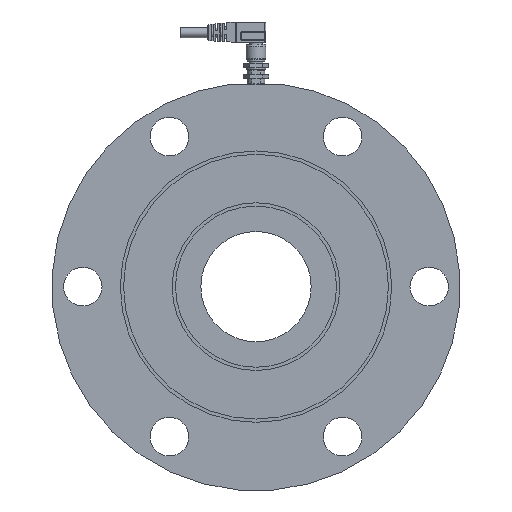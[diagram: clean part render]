
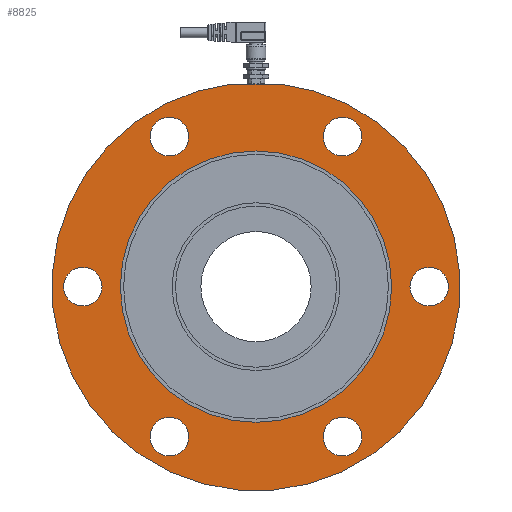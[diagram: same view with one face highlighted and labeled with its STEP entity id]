
A CAD part, front view. The second image highlights one B-rep face of the part: STEP entity #8825.
In plain terms, the highlighted planar face has unit normal (0, -1, 0).
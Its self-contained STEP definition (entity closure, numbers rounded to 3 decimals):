
#47 = EDGE_CURVE ( 'NONE', #5358, #5358, #15693, .T. ) ;
#461 = EDGE_LOOP ( 'NONE', ( #8276 ) ) ;
#1009 = EDGE_CURVE ( 'NONE', #15695, #15695, #8947, .T. ) ;
#1539 = CARTESIAN_POINT ( 'NONE',  ( 39.25, 0., -59.233 ) ) ;
#1624 = DIRECTION ( 'NONE',  ( 0., 1., 0. ) ) ;
#2126 = LINE ( 'NONE', #15920, #9638 ) ;
#2192 = PLANE ( 'NONE',  #4388 ) ;
#2526 = ORIENTED_EDGE ( 'NONE', *, *, #15357, .T. ) ;
#2611 = DIRECTION ( 'NONE',  ( 0., 1., 0. ) ) ;
#3044 = CARTESIAN_POINT ( 'NONE',  ( 0., 0., 61.5 ) ) ;
#3465 = CARTESIAN_POINT ( 'NONE',  ( 0., 0., 0. ) ) ;
#3486 = EDGE_LOOP ( 'NONE', ( #12271 ) ) ;
#3497 = CARTESIAN_POINT ( 'NONE',  ( 61.5, 0., 0. ) ) ;
#3645 = DIRECTION ( 'NONE',  ( 0., 0., 1. ) ) ;
#3714 = DIRECTION ( 'NONE',  ( 0., 0., 1. ) ) ;
#3848 = CARTESIAN_POINT ( 'NONE',  ( -39.25, 0., -59.233 ) ) ;
#3980 = CARTESIAN_POINT ( 'NONE',  ( -39.25, 0., 76.733 ) ) ;
#3990 = CARTESIAN_POINT ( 'NONE',  ( -11., 0., 91.844 ) ) ;
#4000 = DIRECTION ( 'NONE',  ( 0., 0., 1. ) ) ;
#4061 = EDGE_CURVE ( 'NONE', #9706, #17850, #10889, .T. ) ;
#4302 = EDGE_CURVE ( 'NONE', #8111, #8111, #10100, .T. ) ;
#4388 = AXIS2_PLACEMENT_3D ( 'NONE', #3497, #17931, #11955 ) ;
#4973 = FACE_BOUND ( 'NONE', #3486, .T. ) ;
#5358 = VERTEX_POINT ( 'NONE', #9443 ) ;
#5386 = AXIS2_PLACEMENT_3D ( 'NONE', #9606, #10725, #13809 ) ;
#6029 = DIRECTION ( 'NONE',  ( 0., 0., 1. ) ) ;
#6240 = EDGE_LOOP ( 'NONE', ( #10436 ) ) ;
#6684 = DIRECTION ( 'NONE',  ( 0., 1., 0. ) ) ;
#6883 = AXIS2_PLACEMENT_3D ( 'NONE', #13764, #6684, #3714 ) ;
#6947 = AXIS2_PLACEMENT_3D ( 'NONE', #12677, #8380, #14257 ) ;
#7126 = AXIS2_PLACEMENT_3D ( 'NONE', #16598, #15197, #3645 ) ;
#7538 = AXIS2_PLACEMENT_3D ( 'NONE', #10303, #14972, #6029 ) ;
#7641 = AXIS2_PLACEMENT_3D ( 'NONE', #16766, #2611, #4000 ) ;
#7664 = FACE_BOUND ( 'NONE', #14242, .T. ) ;
#7884 = ORIENTED_EDGE ( 'NONE', *, *, #4302, .T. ) ;
#8111 = VERTEX_POINT ( 'NONE', #3848 ) ;
#8276 = ORIENTED_EDGE ( 'NONE', *, *, #14839, .T. ) ;
#8380 = DIRECTION ( 'NONE',  ( 0., 1., 0. ) ) ;
#8688 = VERTEX_POINT ( 'NONE', #1539 ) ;
#8825 = ADVANCED_FACE ( 'NONE', ( #7664, #14951, #9066, #4973, #9348, #16258, #13357, #13547 ), #2192, .F. ) ;
#8937 = DIRECTION ( 'NONE',  ( 0., 0., 1. ) ) ;
#8947 = CIRCLE ( 'NONE', #5386, 8.75 ) ;
#8995 = ORIENTED_EDGE ( 'NONE', *, *, #17845, .T. ) ;
#9066 = FACE_BOUND ( 'NONE', #10339, .T. ) ;
#9348 = FACE_BOUND ( 'NONE', #461, .T. ) ;
#9443 = CARTESIAN_POINT ( 'NONE',  ( -78.5, 0., 8.75 ) ) ;
#9606 = CARTESIAN_POINT ( 'NONE',  ( 78.5, 0., 0. ) ) ;
#9638 = VECTOR ( 'NONE', #13295, 1000. ) ;
#9706 = VERTEX_POINT ( 'NONE', #16137 ) ;
#9955 = EDGE_LOOP ( 'NONE', ( #10398, #17966 ) ) ;
#10100 = CIRCLE ( 'NONE', #7126, 8.75 ) ;
#10274 = EDGE_LOOP ( 'NONE', ( #2526 ) ) ;
#10284 = VERTEX_POINT ( 'NONE', #3044 ) ;
#10303 = CARTESIAN_POINT ( 'NONE',  ( 39.25, 0., 67.983 ) ) ;
#10339 = EDGE_LOOP ( 'NONE', ( #14815 ) ) ;
#10398 = ORIENTED_EDGE ( 'NONE', *, *, #4061, .F. ) ;
#10436 = ORIENTED_EDGE ( 'NONE', *, *, #47, .T. ) ;
#10725 = DIRECTION ( 'NONE',  ( 0., 1., 0. ) ) ;
#10889 = CIRCLE ( 'NONE', #17138, 92.5 ) ;
#11302 = CARTESIAN_POINT ( 'NONE',  ( 78.5, 0., 8.75 ) ) ;
#11313 = VERTEX_POINT ( 'NONE', #3980 ) ;
#11378 = EDGE_LOOP ( 'NONE', ( #8995 ) ) ;
#11955 = DIRECTION ( 'NONE',  ( 0., 0., 1. ) ) ;
#12089 = EDGE_CURVE ( 'NONE', #15434, #15434, #17963, .T. ) ;
#12271 = ORIENTED_EDGE ( 'NONE', *, *, #12089, .T. ) ;
#12295 = CIRCLE ( 'NONE', #6947, 61.5 ) ;
#12601 = CIRCLE ( 'NONE', #13493, 8.75 ) ;
#12677 = CARTESIAN_POINT ( 'NONE',  ( 0., 0., 0. ) ) ;
#13295 = DIRECTION ( 'NONE',  ( -1., 0., 0. ) ) ;
#13357 = FACE_OUTER_BOUND ( 'NONE', #9955, .T. ) ;
#13493 = AXIS2_PLACEMENT_3D ( 'NONE', #15691, #1624, #14278 ) ;
#13547 = FACE_BOUND ( 'NONE', #10274, .T. ) ;
#13764 = CARTESIAN_POINT ( 'NONE',  ( 39.25, 0., -67.983 ) ) ;
#13809 = DIRECTION ( 'NONE',  ( 0., 0., 1. ) ) ;
#14024 = CIRCLE ( 'NONE', #6883, 8.75 ) ;
#14242 = EDGE_LOOP ( 'NONE', ( #7884 ) ) ;
#14257 = DIRECTION ( 'NONE',  ( 0., 0., 1. ) ) ;
#14278 = DIRECTION ( 'NONE',  ( 0., 0., 1. ) ) ;
#14354 = DIRECTION ( 'NONE',  ( 0., 1., 0. ) ) ;
#14815 = ORIENTED_EDGE ( 'NONE', *, *, #1009, .T. ) ;
#14839 = EDGE_CURVE ( 'NONE', #11313, #11313, #12601, .T. ) ;
#14951 = FACE_BOUND ( 'NONE', #11378, .T. ) ;
#14972 = DIRECTION ( 'NONE',  ( 0., 1., 0. ) ) ;
#15197 = DIRECTION ( 'NONE',  ( 0., 1., 0. ) ) ;
#15357 = EDGE_CURVE ( 'NONE', #10284, #10284, #12295, .T. ) ;
#15434 = VERTEX_POINT ( 'NONE', #16743 ) ;
#15691 = CARTESIAN_POINT ( 'NONE',  ( -39.25, 0., 67.983 ) ) ;
#15693 = CIRCLE ( 'NONE', #7641, 8.75 ) ;
#15695 = VERTEX_POINT ( 'NONE', #11302 ) ;
#15920 = CARTESIAN_POINT ( 'NONE',  ( -11., 0., 91.844 ) ) ;
#15934 = EDGE_CURVE ( 'NONE', #9706, #17850, #2126, .T. ) ;
#16137 = CARTESIAN_POINT ( 'NONE',  ( 11., 0., 91.844 ) ) ;
#16258 = FACE_BOUND ( 'NONE', #6240, .T. ) ;
#16598 = CARTESIAN_POINT ( 'NONE',  ( -39.25, 0., -67.983 ) ) ;
#16743 = CARTESIAN_POINT ( 'NONE',  ( 39.25, 0., 76.733 ) ) ;
#16766 = CARTESIAN_POINT ( 'NONE',  ( -78.5, 0., 0. ) ) ;
#17138 = AXIS2_PLACEMENT_3D ( 'NONE', #3465, #14354, #8937 ) ;
#17845 = EDGE_CURVE ( 'NONE', #8688, #8688, #14024, .T. ) ;
#17850 = VERTEX_POINT ( 'NONE', #3990 ) ;
#17931 = DIRECTION ( 'NONE',  ( 0., 1., 0. ) ) ;
#17963 = CIRCLE ( 'NONE', #7538, 8.75 ) ;
#17966 = ORIENTED_EDGE ( 'NONE', *, *, #15934, .T. ) ;
